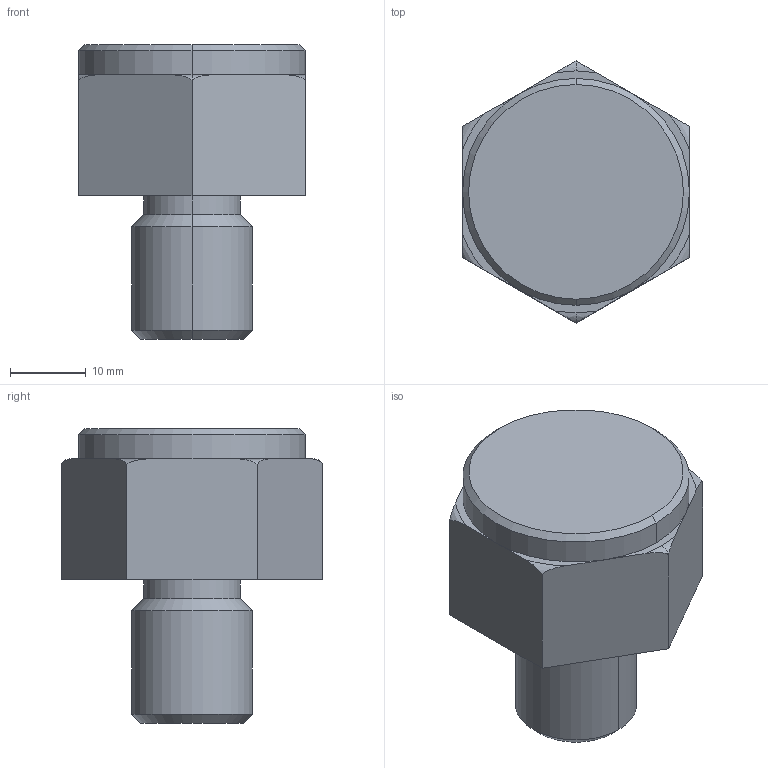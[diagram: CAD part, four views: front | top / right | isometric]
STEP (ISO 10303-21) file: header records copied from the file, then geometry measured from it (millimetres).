
FILE_DESCRIPTION (( 'STEP AP203' ), '1' );
FILE_NAME ('bj811-16020-f.STEP', '2021-10-25T00:31:35', ( '' ), ( '' ), 'SwSTEP 2.0', 'SolidWorks 2020', '' );
FILE_SCHEMA (( 'CONFIG_CONTROL_DESIGN' ));
Length unit declared in the file: millimetre
Products named in the file (1): bj811-16020-f
Bounding box: 30 x 34.64 x 39 mm (x, y, z)
Volume: 18809.8 mm3; surface area: 4533.8 mm2
Topology: 1 solids, 1 shells, 35 faces, 80 edges, 48 vertices
Faces by surface type: plane 15, bspline 8, cone 6, cylinder 6
Entity records: 1265 total; most frequent: CARTESIAN_POINT 470, ORIENTED_EDGE 160, DIRECTION 132, EDGE_CURVE 80, AXIS2_PLACEMENT_3D 52, VERTEX_POINT 48, EDGE_LOOP 36, FACE_OUTER_BOUND 35
